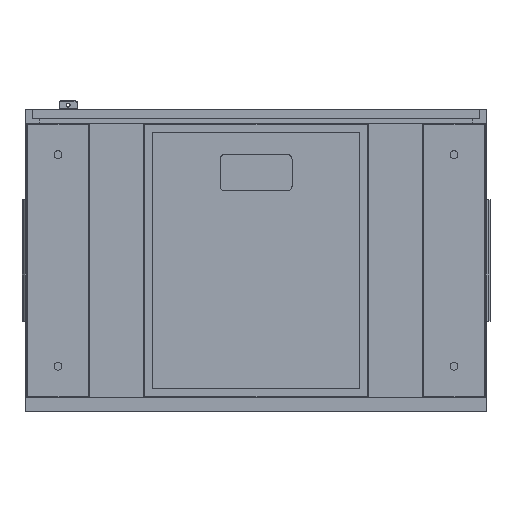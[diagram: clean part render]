
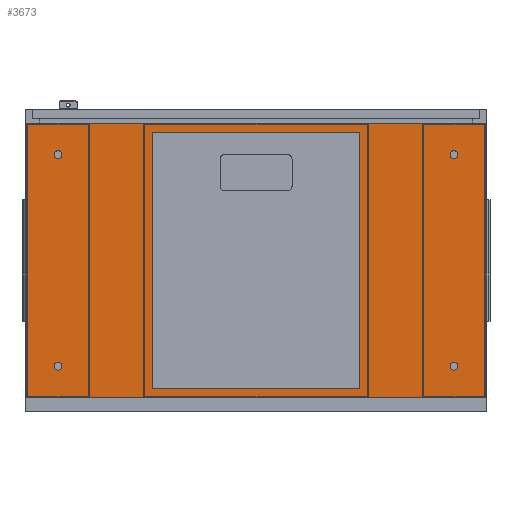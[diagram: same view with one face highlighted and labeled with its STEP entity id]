
A CAD part, front view. The second image highlights one B-rep face of the part: STEP entity #3673.
In plain terms, the highlighted planar face has unit normal (0, -1, 0).
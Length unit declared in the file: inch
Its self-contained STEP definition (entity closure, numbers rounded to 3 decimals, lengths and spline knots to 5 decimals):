
#2 = CARTESIAN_POINT ( 'NONE',  ( -25.5, 0., 15.25 ) ) ;
#11 = ORIENTED_EDGE ( 'NONE', *, *, #1939, .F. ) ;
#24 = VERTEX_POINT ( 'NONE', #787 ) ;
#41 = CARTESIAN_POINT ( 'NONE',  ( 25.5, 0., -15.25 ) ) ;
#43 = VERTEX_POINT ( 'NONE', #5499 ) ;
#94 = ORIENTED_EDGE ( 'NONE', *, *, #1641, .F. ) ;
#108 = DIRECTION ( 'NONE',  ( 0., 1., 0. ) ) ;
#134 = EDGE_CURVE ( 'NONE', #2483, #2817, #5542, .T. ) ;
#174 = DIRECTION ( 'NONE',  ( 0., 0., -1. ) ) ;
#187 = LINE ( 'NONE', #2740, #2745 ) ;
#194 = ORIENTED_EDGE ( 'NONE', *, *, #5302, .F. ) ;
#208 = DIRECTION ( 'NONE',  ( 0., 0., -1. ) ) ;
#218 = DIRECTION ( 'NONE',  ( -1., 0., 0. ) ) ;
#295 = ORIENTED_EDGE ( 'NONE', *, *, #739, .F. ) ;
#313 = VERTEX_POINT ( 'NONE', #5299 ) ;
#346 = CARTESIAN_POINT ( 'NONE',  ( 22., 0., -11.3125 ) ) ;
#379 = EDGE_CURVE ( 'NONE', #1381, #2397, #4606, .T. ) ;
#420 = VERTEX_POINT ( 'NONE', #4923 ) ;
#427 = EDGE_CURVE ( 'NONE', #2397, #24, #3507, .T. ) ;
#443 = CARTESIAN_POINT ( 'NONE',  ( 11.5, 0., -14.25 ) ) ;
#476 = VECTOR ( 'NONE', #2944, 39.37008 ) ;
#606 = LINE ( 'NONE', #2899, #2686 ) ;
#629 = VERTEX_POINT ( 'NONE', #3759 ) ;
#662 = DIRECTION ( 'NONE',  ( 0., -1., 0. ) ) ;
#688 = DIRECTION ( 'NONE',  ( 0., 0., 1. ) ) ;
#739 = EDGE_CURVE ( 'NONE', #2817, #1902, #2177, .T. ) ;
#787 = CARTESIAN_POINT ( 'NONE',  ( -11.5, 0., 14.25 ) ) ;
#852 = CARTESIAN_POINT ( 'NONE',  ( 11.5, 0., 14.25 ) ) ;
#878 = CARTESIAN_POINT ( 'NONE',  ( -25.5, 0., 15.25 ) ) ;
#882 = ORIENTED_EDGE ( 'NONE', *, *, #3745, .F. ) ;
#981 = EDGE_LOOP ( 'NONE', ( #5397, #3271 ) ) ;
#1018 = DIRECTION ( 'NONE',  ( 0., -1., 0. ) ) ;
#1022 = AXIS2_PLACEMENT_3D ( 'NONE', #1355, #3925, #5258 ) ;
#1041 = CARTESIAN_POINT ( 'NONE',  ( 22., 0., -11.75 ) ) ;
#1065 = CARTESIAN_POINT ( 'NONE',  ( -22., 0., 11.75 ) ) ;
#1079 = DIRECTION ( 'NONE',  ( 0., -1., 0. ) ) ;
#1083 = CIRCLE ( 'NONE', #3504, 0.4375 ) ;
#1135 = AXIS2_PLACEMENT_3D ( 'NONE', #3653, #662, #174 ) ;
#1219 = LINE ( 'NONE', #2230, #1301 ) ;
#1230 = CARTESIAN_POINT ( 'NONE',  ( 22., 0., 11.75 ) ) ;
#1252 = DIRECTION ( 'NONE',  ( 0., 0., 1. ) ) ;
#1301 = VECTOR ( 'NONE', #5241, 39.37008 ) ;
#1355 = CARTESIAN_POINT ( 'NONE',  ( -22., 0., 11.75 ) ) ;
#1381 = VERTEX_POINT ( 'NONE', #443 ) ;
#1461 = DIRECTION ( 'NONE',  ( 0., 0., -1. ) ) ;
#1482 = CIRCLE ( 'NONE', #5024, 0.4375 ) ;
#1487 = DIRECTION ( 'NONE',  ( 0., -1., 0. ) ) ;
#1572 = CARTESIAN_POINT ( 'NONE',  ( -22., 0., 11.3125 ) ) ;
#1641 = EDGE_CURVE ( 'NONE', #43, #1381, #187, .T. ) ;
#1733 = CARTESIAN_POINT ( 'NONE',  ( 25.5, 0., 15.25 ) ) ;
#1820 = CIRCLE ( 'NONE', #3582, 0.4375 ) ;
#1839 = ORIENTED_EDGE ( 'NONE', *, *, #379, .F. ) ;
#1902 = VERTEX_POINT ( 'NONE', #878 ) ;
#1939 = EDGE_CURVE ( 'NONE', #4063, #313, #3341, .T. ) ;
#2032 = FACE_BOUND ( 'NONE', #2905, .T. ) ;
#2118 = DIRECTION ( 'NONE',  ( 0., 0., -1. ) ) ;
#2137 = CARTESIAN_POINT ( 'NONE',  ( 25.5, 0., -15.25 ) ) ;
#2154 = DIRECTION ( 'NONE',  ( 0., 0., -1. ) ) ;
#2168 = CARTESIAN_POINT ( 'NONE',  ( 22., 0., 11.75 ) ) ;
#2177 = LINE ( 'NONE', #2, #3119 ) ;
#2230 = CARTESIAN_POINT ( 'NONE',  ( -11.5, 0., -14.25 ) ) ;
#2288 = LINE ( 'NONE', #1733, #476 ) ;
#2325 = VERTEX_POINT ( 'NONE', #3810 ) ;
#2363 = AXIS2_PLACEMENT_3D ( 'NONE', #4379, #108, #5181 ) ;
#2388 = CARTESIAN_POINT ( 'NONE',  ( 22., 0., -11.75 ) ) ;
#2392 = ORIENTED_EDGE ( 'NONE', *, *, #5482, .F. ) ;
#2397 = VERTEX_POINT ( 'NONE', #852 ) ;
#2421 = CARTESIAN_POINT ( 'NONE',  ( 11.5, 0., -14.25 ) ) ;
#2483 = VERTEX_POINT ( 'NONE', #41 ) ;
#2489 = CIRCLE ( 'NONE', #1022, 0.4375 ) ;
#2505 = AXIS2_PLACEMENT_3D ( 'NONE', #2388, #1487, #208 ) ;
#2609 = AXIS2_PLACEMENT_3D ( 'NONE', #1065, #1079, #2658 ) ;
#2633 = FACE_BOUND ( 'NONE', #3275, .T. ) ;
#2641 = DIRECTION ( 'NONE',  ( -1., 0., 0. ) ) ;
#2658 = DIRECTION ( 'NONE',  ( 0., 0., -1. ) ) ;
#2686 = VECTOR ( 'NONE', #2937, 39.37008 ) ;
#2712 = EDGE_CURVE ( 'NONE', #2742, #4120, #4267, .T. ) ;
#2740 = CARTESIAN_POINT ( 'NONE',  ( -11.5, 0., -14.25 ) ) ;
#2742 = VERTEX_POINT ( 'NONE', #4452 ) ;
#2745 = VECTOR ( 'NONE', #3186, 39.37008 ) ;
#2747 = EDGE_CURVE ( 'NONE', #2325, #4381, #5094, .T. ) ;
#2817 = VERTEX_POINT ( 'NONE', #2856 ) ;
#2855 = ORIENTED_EDGE ( 'NONE', *, *, #134, .F. ) ;
#2856 = CARTESIAN_POINT ( 'NONE',  ( -25.5, 0., -15.25 ) ) ;
#2899 = CARTESIAN_POINT ( 'NONE',  ( 25.5, 0., 15.25 ) ) ;
#2905 = EDGE_LOOP ( 'NONE', ( #5344, #4257 ) ) ;
#2937 = DIRECTION ( 'NONE',  ( 1., 0., 0. ) ) ;
#2944 = DIRECTION ( 'NONE',  ( 0., 0., -1. ) ) ;
#3056 = ORIENTED_EDGE ( 'NONE', *, *, #4989, .F. ) ;
#3058 = CARTESIAN_POINT ( 'NONE',  ( -22., 0., -11.3125 ) ) ;
#3119 = VECTOR ( 'NONE', #1252, 39.37008 ) ;
#3186 = DIRECTION ( 'NONE',  ( 1., 0., 0. ) ) ;
#3228 = CARTESIAN_POINT ( 'NONE',  ( -11.5, 0., 14.25 ) ) ;
#3250 = EDGE_LOOP ( 'NONE', ( #3056, #2392, #295, #2855 ) ) ;
#3271 = ORIENTED_EDGE ( 'NONE', *, *, #4987, .F. ) ;
#3275 = EDGE_LOOP ( 'NONE', ( #11, #5549 ) ) ;
#3309 = ORIENTED_EDGE ( 'NONE', *, *, #2712, .F. ) ;
#3341 = CIRCLE ( 'NONE', #2609, 0.4375 ) ;
#3452 = VECTOR ( 'NONE', #688, 39.37008 ) ;
#3480 = PLANE ( 'NONE',  #2363 ) ;
#3504 = AXIS2_PLACEMENT_3D ( 'NONE', #4733, #4675, #2154 ) ;
#3507 = LINE ( 'NONE', #3228, #4661 ) ;
#3582 = AXIS2_PLACEMENT_3D ( 'NONE', #1041, #1018, #1461 ) ;
#3604 = EDGE_CURVE ( 'NONE', #4381, #2325, #1083, .T. ) ;
#3630 = FACE_OUTER_BOUND ( 'NONE', #3250, .T. ) ;
#3653 = CARTESIAN_POINT ( 'NONE',  ( -22., 0., -11.75 ) ) ;
#3673 = ADVANCED_FACE ( 'NONE', ( #5061, #4866, #2032, #2633, #3630, #3905 ), #3480, .F. ) ;
#3745 = EDGE_CURVE ( 'NONE', #24, #43, #1219, .T. ) ;
#3759 = CARTESIAN_POINT ( 'NONE',  ( 22., 0., 11.3125 ) ) ;
#3810 = CARTESIAN_POINT ( 'NONE',  ( -22., 0., -12.1875 ) ) ;
#3905 = FACE_BOUND ( 'NONE', #4404, .T. ) ;
#3925 = DIRECTION ( 'NONE',  ( 0., -1., 0. ) ) ;
#3928 = ORIENTED_EDGE ( 'NONE', *, *, #427, .F. ) ;
#3948 = CARTESIAN_POINT ( 'NONE',  ( 25.5, 0., 15.25 ) ) ;
#4063 = VERTEX_POINT ( 'NONE', #1572 ) ;
#4120 = VERTEX_POINT ( 'NONE', #346 ) ;
#4255 = AXIS2_PLACEMENT_3D ( 'NONE', #1230, #4731, #2118 ) ;
#4257 = ORIENTED_EDGE ( 'NONE', *, *, #3604, .F. ) ;
#4262 = DIRECTION ( 'NONE',  ( 0., 0., -1. ) ) ;
#4267 = CIRCLE ( 'NONE', #2505, 0.4375 ) ;
#4289 = CIRCLE ( 'NONE', #4255, 0.4375 ) ;
#4379 = CARTESIAN_POINT ( 'NONE',  ( 0., 0., 0. ) ) ;
#4381 = VERTEX_POINT ( 'NONE', #3058 ) ;
#4404 = EDGE_LOOP ( 'NONE', ( #94, #882, #3928, #1839 ) ) ;
#4452 = CARTESIAN_POINT ( 'NONE',  ( 22., 0., -12.1875 ) ) ;
#4538 = VECTOR ( 'NONE', #2641, 39.37008 ) ;
#4606 = LINE ( 'NONE', #2421, #3452 ) ;
#4661 = VECTOR ( 'NONE', #218, 39.37008 ) ;
#4675 = DIRECTION ( 'NONE',  ( 0., -1., 0. ) ) ;
#4731 = DIRECTION ( 'NONE',  ( 0., -1., 0. ) ) ;
#4733 = CARTESIAN_POINT ( 'NONE',  ( -22., 0., -11.75 ) ) ;
#4769 = DIRECTION ( 'NONE',  ( 0., -1., 0. ) ) ;
#4815 = EDGE_CURVE ( 'NONE', #629, #420, #1482, .T. ) ;
#4852 = EDGE_CURVE ( 'NONE', #313, #4063, #2489, .T. ) ;
#4866 = FACE_BOUND ( 'NONE', #5265, .T. ) ;
#4923 = CARTESIAN_POINT ( 'NONE',  ( 22., 0., 12.1875 ) ) ;
#4925 = VERTEX_POINT ( 'NONE', #3948 ) ;
#4987 = EDGE_CURVE ( 'NONE', #420, #629, #4289, .T. ) ;
#4989 = EDGE_CURVE ( 'NONE', #4925, #2483, #2288, .T. ) ;
#5024 = AXIS2_PLACEMENT_3D ( 'NONE', #2168, #4769, #4262 ) ;
#5061 = FACE_BOUND ( 'NONE', #981, .T. ) ;
#5094 = CIRCLE ( 'NONE', #1135, 0.4375 ) ;
#5181 = DIRECTION ( 'NONE',  ( 0., 0., 1. ) ) ;
#5241 = DIRECTION ( 'NONE',  ( 0., 0., -1. ) ) ;
#5258 = DIRECTION ( 'NONE',  ( 0., 0., -1. ) ) ;
#5265 = EDGE_LOOP ( 'NONE', ( #3309, #194 ) ) ;
#5299 = CARTESIAN_POINT ( 'NONE',  ( -22., 0., 12.1875 ) ) ;
#5302 = EDGE_CURVE ( 'NONE', #4120, #2742, #1820, .T. ) ;
#5344 = ORIENTED_EDGE ( 'NONE', *, *, #2747, .F. ) ;
#5397 = ORIENTED_EDGE ( 'NONE', *, *, #4815, .F. ) ;
#5482 = EDGE_CURVE ( 'NONE', #1902, #4925, #606, .T. ) ;
#5499 = CARTESIAN_POINT ( 'NONE',  ( -11.5, 0., -14.25 ) ) ;
#5542 = LINE ( 'NONE', #2137, #4538 ) ;
#5549 = ORIENTED_EDGE ( 'NONE', *, *, #4852, .F. ) ;
